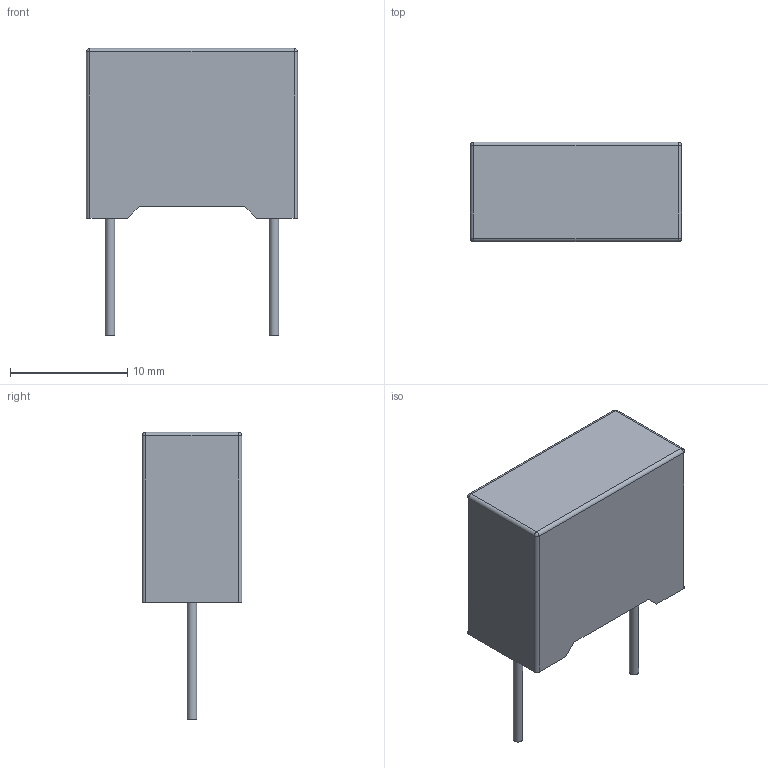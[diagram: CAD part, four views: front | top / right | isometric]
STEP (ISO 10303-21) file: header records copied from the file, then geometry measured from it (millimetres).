
FILE_DESCRIPTION(/* description */ (''),/* implementation_level */ '2;1');
FILE_NAME(/* name */ '-10%), P = 15mm, 8,5x14,5x18mm (MPX153K2EB-Hitano) v1.step',/* time_stamp */ '2021-05-16T03:58:17+03:00',/* author */ (''),/* organization */ (''),/* preprocessor_version */ 'ST-DEVELOPER v18.1',/* originating_system */ 'Autodesk Translation Framework v10.6.0.1341',/* authorisation */ '');
FILE_SCHEMA (('AUTOMOTIVE_DESIGN { 1 0 10303 214 3 1 1 }'));
Length unit declared in the file: millimetre
Products named in the file (1): MPX (class X2) 15nF 275VAC K (+/-10%), P = 15mm, 8,5x14,5x18mm (MPX15
3K2EB-Hitano)
Bounding box: 18 x 8.5 x 24.5 mm (x, y, z)
Volume: 2141.4 mm3; surface area: 1099.4 mm2
Topology: 3 solids, 3 shells, 28 faces, 54 edges, 32 vertices
Faces by surface type: plane 14, cylinder 10, sphere 4
Full cylindrical faces by diameter (mm): 0.8 x2
Entity records: 740 total; most frequent: DIRECTION 132, CARTESIAN_POINT 115, ORIENTED_EDGE 108, EDGE_CURVE 54, AXIS2_PLACEMENT_3D 49, LINE 34, VECTOR 34, VERTEX_POINT 32
